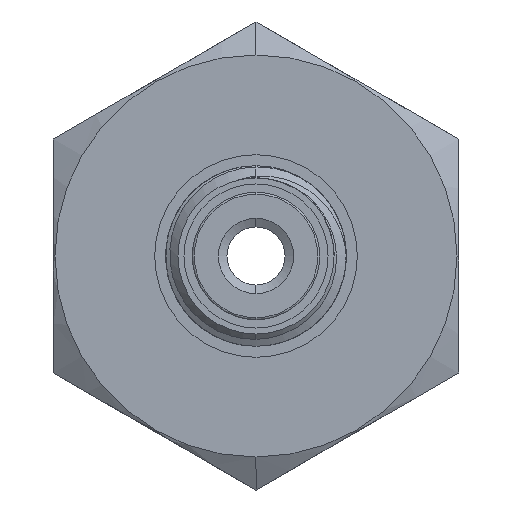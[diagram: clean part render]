
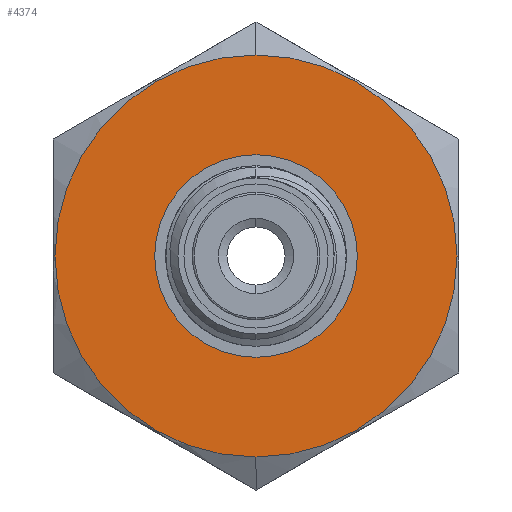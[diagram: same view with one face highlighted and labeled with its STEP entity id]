
A CAD part, front view. The second image highlights one B-rep face of the part: STEP entity #4374.
In plain terms, the highlighted planar face has unit normal (0, -1, 0).
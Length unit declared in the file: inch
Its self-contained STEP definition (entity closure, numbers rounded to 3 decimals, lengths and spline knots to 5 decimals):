
#228 = ORIENTED_EDGE ( 'NONE', *, *, #11782, .F. ) ;
#263 = DIRECTION ( 'NONE',  ( 0., 0., -1. ) ) ;
#1046 = AXIS2_PLACEMENT_3D ( 'NONE', #10110, #12869, #9230 ) ;
#1096 = CARTESIAN_POINT ( 'NONE',  ( 0., 0., 0.62 ) ) ;
#1473 = EDGE_LOOP ( 'NONE', ( #8857, #6194 ) ) ;
#2010 = AXIS2_PLACEMENT_3D ( 'NONE', #4601, #10174, #9015 ) ;
#2374 = CIRCLE ( 'NONE', #15347, 0.62 ) ;
#2477 = DIRECTION ( 'NONE',  ( 0., -1., 0. ) ) ;
#2592 = AXIS2_PLACEMENT_3D ( 'NONE', #4485, #5876, #8592 ) ;
#2639 = CIRCLE ( 'NONE', #2592, 0.281 ) ;
#4374 = ADVANCED_FACE ( 'NONE', ( #17380, #8212 ), #8706, .F. ) ;
#4485 = CARTESIAN_POINT ( 'NONE',  ( 0., 0., 0. ) ) ;
#4601 = CARTESIAN_POINT ( 'NONE',  ( 0., 0., 0. ) ) ;
#5101 = EDGE_CURVE ( 'NONE', #7914, #12995, #10403, .T. ) ;
#5876 = DIRECTION ( 'NONE',  ( 0., -1., 0. ) ) ;
#6194 = ORIENTED_EDGE ( 'NONE', *, *, #14436, .T. ) ;
#6290 = ORIENTED_EDGE ( 'NONE', *, *, #11988, .F. ) ;
#7480 = EDGE_LOOP ( 'NONE', ( #228, #6290 ) ) ;
#7914 = VERTEX_POINT ( 'NONE', #1096 ) ;
#7924 = DIRECTION ( 'NONE',  ( 0., 0., -1. ) ) ;
#8212 = FACE_BOUND ( 'NONE', #7480, .T. ) ;
#8566 = CARTESIAN_POINT ( 'NONE',  ( 0., 0., 0. ) ) ;
#8592 = DIRECTION ( 'NONE',  ( 1., 0., 0. ) ) ;
#8706 = PLANE ( 'NONE',  #1046 ) ;
#8857 = ORIENTED_EDGE ( 'NONE', *, *, #5101, .T. ) ;
#9015 = DIRECTION ( 'NONE',  ( 1., 0., 0. ) ) ;
#9230 = DIRECTION ( 'NONE',  ( 0., 0., 1. ) ) ;
#9841 = VERTEX_POINT ( 'NONE', #9984 ) ;
#9984 = CARTESIAN_POINT ( 'NONE',  ( -0.281, 0., 0. ) ) ;
#10110 = CARTESIAN_POINT ( 'NONE',  ( 0., 0., 0. ) ) ;
#10174 = DIRECTION ( 'NONE',  ( 0., -1., 0. ) ) ;
#10403 = CIRCLE ( 'NONE', #16961, 0.62 ) ;
#11349 = DIRECTION ( 'NONE',  ( 0., -1., 0. ) ) ;
#11581 = CIRCLE ( 'NONE', #2010, 0.281 ) ;
#11782 = EDGE_CURVE ( 'NONE', #14624, #9841, #2639, .T. ) ;
#11988 = EDGE_CURVE ( 'NONE', #9841, #14624, #11581, .T. ) ;
#12869 = DIRECTION ( 'NONE',  ( 0., 1., 0. ) ) ;
#12995 = VERTEX_POINT ( 'NONE', #16630 ) ;
#14436 = EDGE_CURVE ( 'NONE', #12995, #7914, #2374, .T. ) ;
#14624 = VERTEX_POINT ( 'NONE', #16971 ) ;
#15347 = AXIS2_PLACEMENT_3D ( 'NONE', #8566, #11349, #263 ) ;
#16630 = CARTESIAN_POINT ( 'NONE',  ( 0., 0., -0.62 ) ) ;
#16961 = AXIS2_PLACEMENT_3D ( 'NONE', #17737, #2477, #7924 ) ;
#16971 = CARTESIAN_POINT ( 'NONE',  ( 0.281, 0., 0. ) ) ;
#17380 = FACE_OUTER_BOUND ( 'NONE', #1473, .T. ) ;
#17737 = CARTESIAN_POINT ( 'NONE',  ( 0., 0., 0. ) ) ;
